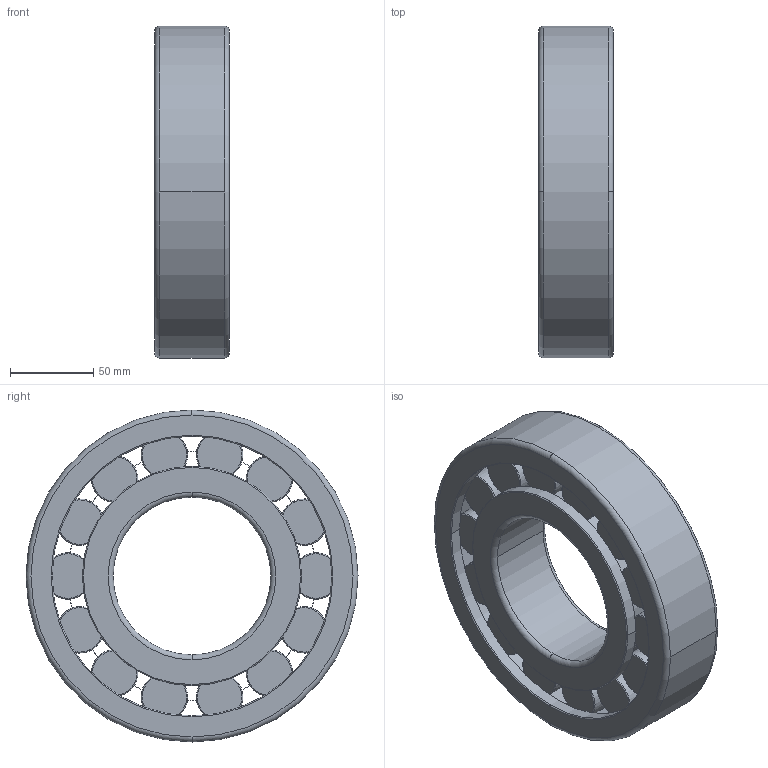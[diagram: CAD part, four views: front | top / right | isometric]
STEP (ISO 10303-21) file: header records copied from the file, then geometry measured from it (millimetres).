
FILE_DESCRIPTION(('STEP AP214'),'1');
FILE_NAME('skf_bearing_nj_319_ecm_2.stp','2025-08-03T11:23:58',('TraceParts'),('TraceParts S.A.'),'Spatial InterOp 3D',' ',' ');
FILE_SCHEMA(('AUTOMOTIVE_DESIGN { 1 0 10303 214 1 1 1 1 }'));
Length unit declared in the file: millimetre
Products named in the file (1): 1
Bounding box: 45 x 200 x 200 mm (x, y, z)
Volume: 807402.5 mm3; surface area: 170209.2 mm2
Topology: 3 solids, 3 shells, 183 faces, 502 edges, 354 vertices
Faces by surface type: torus 104, cylinder 42, plane 35, cone 2
Entity records: 7205 total; most frequent: CARTESIAN_POINT 2246, DIRECTION 1164, ORIENTED_EDGE 1004, AXIS2_PLACEMENT_3D 560, EDGE_CURVE 502, CIRCLE 374, VERTEX_POINT 354, EDGE_LOOP 218
